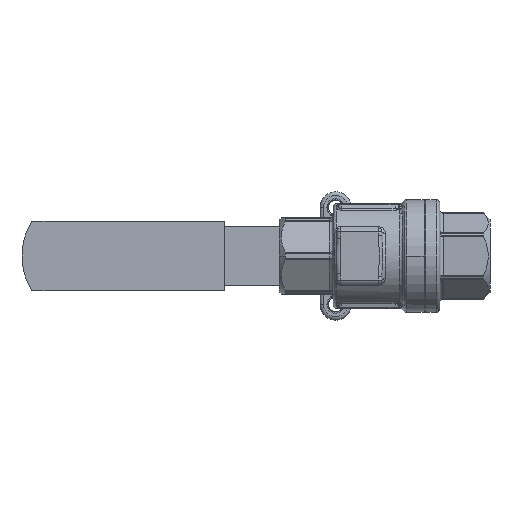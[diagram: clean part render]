
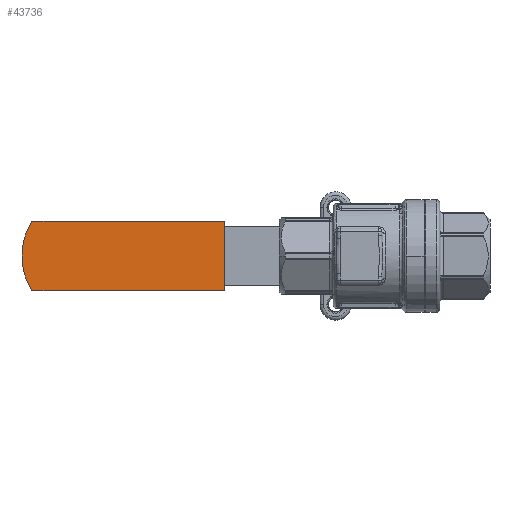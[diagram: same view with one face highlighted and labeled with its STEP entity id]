
A CAD part, front view. The second image highlights one B-rep face of the part: STEP entity #43736.
In plain terms, the highlighted planar face has unit normal (0, -1, 0).
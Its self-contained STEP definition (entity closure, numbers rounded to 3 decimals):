
#42921=DIRECTION('',(0.,0.,1.));
#42922=VECTOR('',#42921,20.);
#42923=CARTESIAN_POINT('',(45.052,25.6,-10.));
#42924=LINE('',#42923,#42922);
#42925=DIRECTION('',(1.,0.,0.));
#42926=VECTOR('',#42925,55.512);
#42927=CARTESIAN_POINT('',(45.052,25.6,10.));
#42928=LINE('',#42927,#42926);
#42929=CARTESIAN_POINT('',(85.,25.6,0.));
#42930=DIRECTION('',(0.,1.,0.));
#42931=DIRECTION('',(0.841,0.,0.541));
#42932=AXIS2_PLACEMENT_3D('',#42929,#42930,#42931);
#42934=DIRECTION('',(-1.,0.,0.));
#42935=VECTOR('',#42934,55.512);
#42936=CARTESIAN_POINT('',(100.564,25.6,-10.));
#42937=LINE('',#42936,#42935);
#43211=CARTESIAN_POINT('',(45.052,25.6,-10.));
#43212=CARTESIAN_POINT('',(45.052,25.6,10.));
#43213=VERTEX_POINT('',#43211);
#43214=VERTEX_POINT('',#43212);
#43215=CARTESIAN_POINT('',(100.564,25.6,10.));
#43216=VERTEX_POINT('',#43215);
#43217=CARTESIAN_POINT('',(100.564,25.6,-10.));
#43218=VERTEX_POINT('',#43217);
#43722=CARTESIAN_POINT('',(0.,25.6,-108.255));
#43723=DIRECTION('',(0.,1.,0.));
#43724=DIRECTION('',(1.,0.,0.));
#43725=AXIS2_PLACEMENT_3D('',#43722,#43723,#43724);
#43726=PLANE('',#43725);
#43727=ORIENTED_EDGE('',*,*,#43704,.T.);
#43729=ORIENTED_EDGE('',*,*,#43728,.T.);
#43731=ORIENTED_EDGE('',*,*,#43730,.T.);
#43733=ORIENTED_EDGE('',*,*,#43732,.T.);
#43734=EDGE_LOOP('',(#43727,#43729,#43731,#43733));
#43735=FACE_OUTER_BOUND('',#43734,.F.);
#42933=CIRCLE('',#42932,18.5);
#43704=EDGE_CURVE('',#43213,#43214,#42924,.T.);
#43728=EDGE_CURVE('',#43214,#43216,#42928,.T.);
#43730=EDGE_CURVE('',#43216,#43218,#42933,.T.);
#43732=EDGE_CURVE('',#43218,#43213,#42937,.T.);
#43736=ADVANCED_FACE('',(#43735),#43726,.F.);
